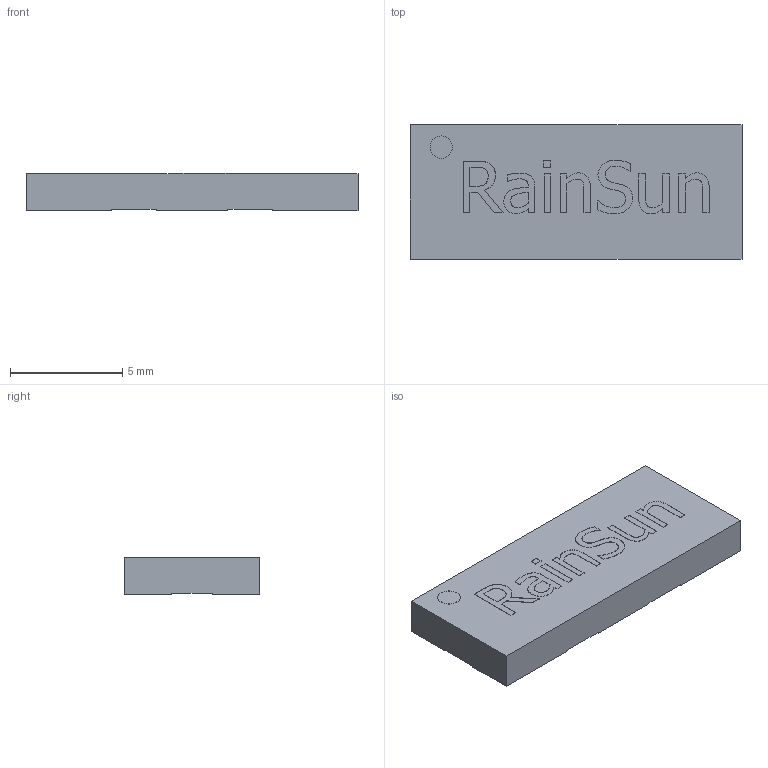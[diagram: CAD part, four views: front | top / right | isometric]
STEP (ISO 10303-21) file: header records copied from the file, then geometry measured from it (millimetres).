
FILE_DESCRIPTION (( 'STEP AP214' ), '1' );
FILE_NAME ('User Library-MD1506-1.STEP', '2021-05-06T14:49:19', ( '' ), ( '' ), 'SwSTEP 2.0', 'SolidWorks 2020', '' );
FILE_SCHEMA (( 'AUTOMOTIVE_DESIGN' ));
Length unit declared in the file: millimetre
Products named in the file (1): User Library-MD1506-1
Bounding box: 14.8 x 6 x 1.66 mm (x, y, z)
Volume: 144.4 mm3; surface area: 248.3 mm2
Topology: 1 solids, 1 shells, 148 faces, 405 edges, 270 vertices
Faces by surface type: plane 91, bspline 55, cylinder 2
Entity records: 6585 total; most frequent: CARTESIAN_POINT 1539, ORIENTED_EDGE 810, DIRECTION 487, EDGE_CURVE 405, VECTOR 291, LINE 291, VERTEX_POINT 270, EDGE_LOOP 159
